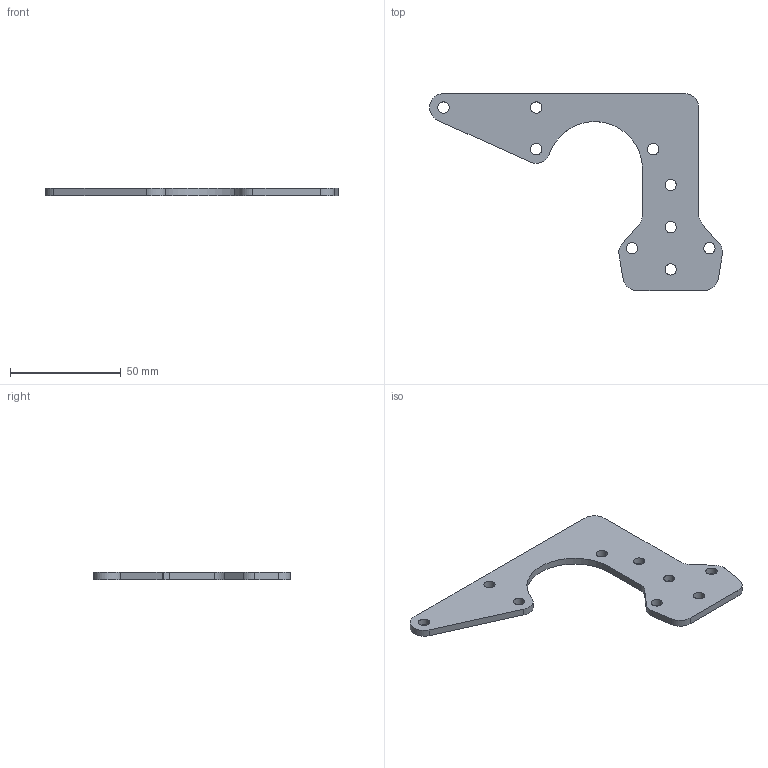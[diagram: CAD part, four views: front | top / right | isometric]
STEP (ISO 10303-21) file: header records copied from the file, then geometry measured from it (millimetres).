
FILE_DESCRIPTION (( 'STEP AP214' ), '1' );
FILE_NAME ('am-5773 Climber in a Box Hook Plate Flat Top.STEP', '2025-11-19T14:06:36', ( '' ), ( '' ), 'SwSTEP 2.0', 'SolidWorks 2024', '' );
FILE_SCHEMA (( 'AUTOMOTIVE_DESIGN' ));
Length unit declared in the file: inch
Products named in the file (1): am-5773 Climber in a Box Hook Plate Flat Top
Bounding box: 132.22 x 88.9 x 3.17 mm (x, y, z)
Volume: 14173 mm3; surface area: 10768.9 mm2
Topology: 1 solids, 1 shells, 40 faces, 114 edges, 76 vertices
Faces by surface type: cylinder 29, plane 11
Entity records: 1399 total; most frequent: DIRECTION 254, CARTESIAN_POINT 231, ORIENTED_EDGE 228, EDGE_CURVE 114, AXIS2_PLACEMENT_3D 99, VERTEX_POINT 76, EDGE_LOOP 58, CIRCLE 58
